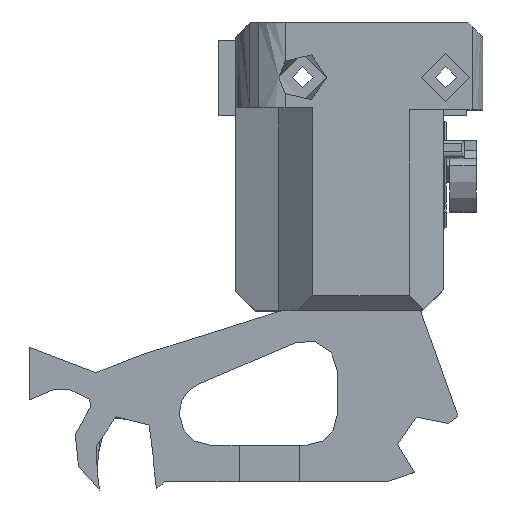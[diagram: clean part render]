
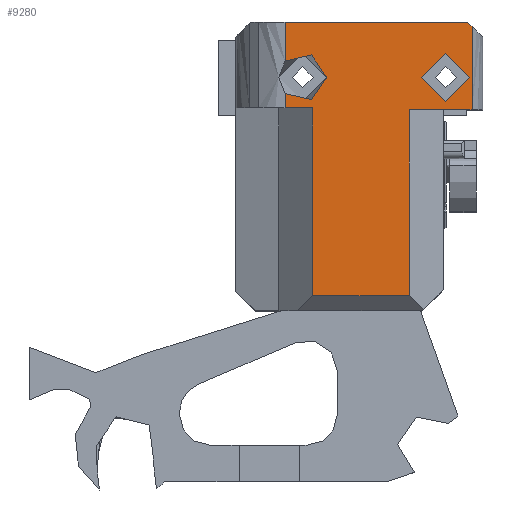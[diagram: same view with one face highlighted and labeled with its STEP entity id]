
A CAD part, front view. The second image highlights one B-rep face of the part: STEP entity #9280.
In plain terms, the highlighted planar face has unit normal (0, -1, 0).
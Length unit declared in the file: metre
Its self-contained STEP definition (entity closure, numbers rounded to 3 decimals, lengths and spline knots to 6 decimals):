
#238=FACE_BOUND('',#1528,.T.);
#491=PLANE('',#10073);
#992=FACE_OUTER_BOUND('',#1527,.T.);
#1527=EDGE_LOOP('',(#8002,#8003,#8004,#8005,#8006,#8007,#8008,#8009,#8010,
#8011,#8012));
#1528=EDGE_LOOP('',(#8013));
#2357=LINE('',#15094,#3403);
#2358=LINE('',#15096,#3404);
#2396=LINE('',#15251,#3442);
#2397=LINE('',#15253,#3443);
#2398=LINE('',#15255,#3444);
#2399=LINE('',#15257,#3445);
#2400=LINE('',#15259,#3446);
#2401=LINE('',#15261,#3447);
#2402=LINE('',#15263,#3448);
#2403=LINE('',#15264,#3449);
#3403=VECTOR('',#11947,1.);
#3404=VECTOR('',#11948,1.);
#3442=VECTOR('',#12086,1.);
#3443=VECTOR('',#12087,1.);
#3444=VECTOR('',#12088,1.);
#3445=VECTOR('',#12089,1.);
#3446=VECTOR('',#12090,1.);
#3447=VECTOR('',#12091,1.);
#3448=VECTOR('',#12092,1.);
#3449=VECTOR('',#12093,1.);
#3911=CIRCLE('',#10017,0.0032);
#3913=CIRCLE('',#10020,0.0032);
#4548=VERTEX_POINT('',#15061);
#4550=VERTEX_POINT('',#15067);
#4552=VERTEX_POINT('',#15077);
#4555=VERTEX_POINT('',#15092);
#4556=VERTEX_POINT('',#15095);
#4623=VERTEX_POINT('',#15250);
#4624=VERTEX_POINT('',#15252);
#4625=VERTEX_POINT('',#15254);
#4626=VERTEX_POINT('',#15256);
#4627=VERTEX_POINT('',#15258);
#4628=VERTEX_POINT('',#15260);
#4629=VERTEX_POINT('',#15262);
#5718=EDGE_CURVE('',#4548,#4548,#3911,.T.);
#5722=EDGE_CURVE('',#4552,#4550,#3913,.T.);
#5727=EDGE_CURVE('',#4555,#4550,#2357,.T.);
#5728=EDGE_CURVE('',#4552,#4556,#2358,.T.);
#5800=EDGE_CURVE('',#4623,#4555,#2396,.T.);
#5801=EDGE_CURVE('',#4624,#4623,#2397,.T.);
#5802=EDGE_CURVE('',#4625,#4624,#2398,.T.);
#5803=EDGE_CURVE('',#4626,#4625,#2399,.T.);
#5804=EDGE_CURVE('',#4627,#4626,#2400,.T.);
#5805=EDGE_CURVE('',#4628,#4627,#2401,.T.);
#5806=EDGE_CURVE('',#4628,#4629,#2402,.T.);
#5807=EDGE_CURVE('',#4629,#4556,#2403,.F.);
#8002=ORIENTED_EDGE('',*,*,#5722,.T.);
#8003=ORIENTED_EDGE('',*,*,#5727,.F.);
#8004=ORIENTED_EDGE('',*,*,#5800,.F.);
#8005=ORIENTED_EDGE('',*,*,#5801,.F.);
#8006=ORIENTED_EDGE('',*,*,#5802,.F.);
#8007=ORIENTED_EDGE('',*,*,#5803,.F.);
#8008=ORIENTED_EDGE('',*,*,#5804,.F.);
#8009=ORIENTED_EDGE('',*,*,#5805,.F.);
#8010=ORIENTED_EDGE('',*,*,#5806,.T.);
#8011=ORIENTED_EDGE('',*,*,#5807,.T.);
#8012=ORIENTED_EDGE('',*,*,#5728,.F.);
#8013=ORIENTED_EDGE('',*,*,#5718,.T.);
#9280=ADVANCED_FACE('',(#992,#238),#491,.T.);
#10017=AXIS2_PLACEMENT_3D('',#15062,#11931,#11932);
#10020=AXIS2_PLACEMENT_3D('',#15078,#11938,#11939);
#10073=AXIS2_PLACEMENT_3D('',#15249,#12084,#12085);
#11931=DIRECTION('center_axis',(0.,1.,0.));
#11932=DIRECTION('ref_axis',(1.,0.,0.));
#11938=DIRECTION('center_axis',(0.,1.,0.));
#11939=DIRECTION('ref_axis',(1.,0.,0.));
#11947=DIRECTION('',(0.,0.,1.));
#11948=DIRECTION('',(0.,0.,1.));
#12084=DIRECTION('center_axis',(0.,-1.,0.));
#12085=DIRECTION('ref_axis',(1.,0.,0.));
#12086=DIRECTION('',(-1.,0.,0.));
#12087=DIRECTION('',(0.,0.,1.));
#12088=DIRECTION('',(-1.,0.,0.));
#12089=DIRECTION('',(0.,0.,-1.));
#12090=DIRECTION('',(-1.,0.,0.));
#12091=DIRECTION('',(0.,0.,-1.));
#12092=DIRECTION('',(-0.707,0.,0.707));
#12093=DIRECTION('',(1.,0.,0.));
#15061=CARTESIAN_POINT('',(-0.008754,-0.008551,0.054894));
#15062=CARTESIAN_POINT('Origin',(-0.005554,-0.008551,
0.054894));
#15067=CARTESIAN_POINT('',(-0.02695,-0.008551,0.052717));
#15077=CARTESIAN_POINT('',(-0.02695,-0.008551,0.057071));
#15078=CARTESIAN_POINT('Origin',(-0.024604,-0.008551,
0.054894));
#15092=CARTESIAN_POINT('',(-0.02695,-0.008551,0.050819));
#15094=CARTESIAN_POINT('',(-0.02695,-0.008551,0.044998));
#15095=CARTESIAN_POINT('',(-0.02695,-0.008551,0.062248));
#15096=CARTESIAN_POINT('',(-0.02695,-0.008551,0.044998));
#15249=CARTESIAN_POINT('Origin',(0.003353,-0.008551,
0.053348));
#15250=CARTESIAN_POINT('',(-0.023269,-0.008551,0.050819));
#15251=CARTESIAN_POINT('',(-0.015472,-0.008551,0.050819));
#15252=CARTESIAN_POINT('',(-0.023269,-0.008551,0.025848));
#15253=CARTESIAN_POINT('',(-0.023269,-0.008551,0.040306));
#15254=CARTESIAN_POINT('',(-0.010417,-0.008551,0.025848));
#15255=CARTESIAN_POINT('',(-0.001234,-0.008551,0.025848));
#15256=CARTESIAN_POINT('',(-0.010417,-0.008551,0.050578));
#15257=CARTESIAN_POINT('',(-0.010417,-0.008551,0.046831));
#15258=CARTESIAN_POINT('',(-0.002078,-0.008551,0.050578));
#15259=CARTESIAN_POINT('',(0.000303,-0.008551,0.050578));
#15260=CARTESIAN_POINT('',(-0.002078,-0.008551,0.06168));
#15261=CARTESIAN_POINT('',(-0.002078,-0.008551,0.053348));
#15262=CARTESIAN_POINT('',(-0.002647,-0.008551,0.062248));
#15263=CARTESIAN_POINT('',(0.001578,-0.008551,0.058023));
#15264=CARTESIAN_POINT('',(-0.010097,-0.008551,0.062248));
